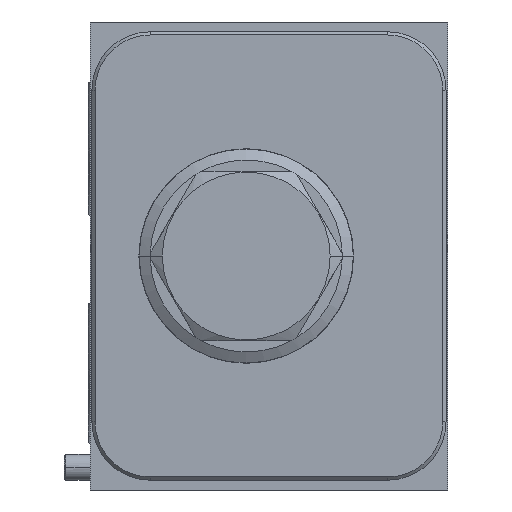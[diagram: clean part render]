
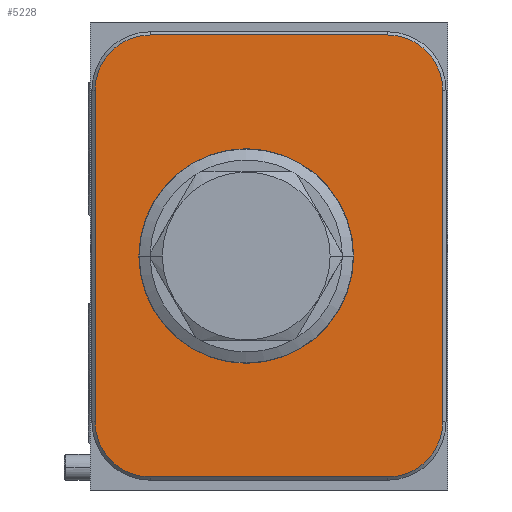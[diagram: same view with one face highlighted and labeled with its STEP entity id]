
A CAD part, left-side view. The second image highlights one B-rep face of the part: STEP entity #5228.
In plain terms, the highlighted planar face has unit normal (-1, 0, 0).
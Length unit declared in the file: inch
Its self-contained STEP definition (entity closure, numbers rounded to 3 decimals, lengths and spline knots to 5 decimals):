
#57=CARTESIAN_POINT('',(0.,-2.859,0.656));
#58=DIRECTION('',(1.,0.,0.));
#59=DIRECTION('',(0.,-1.,0.));
#60=AXIS2_PLACEMENT_3D('',#57,#58,#59);
#71=CARTESIAN_POINT('',(0.,-1.5,2.25));
#72=DIRECTION('',(1.,0.,0.));
#73=DIRECTION('',(0.,0.,-1.));
#74=AXIS2_PLACEMENT_3D('',#71,#72,#73);
#76=CARTESIAN_POINT('',(0.,-1.5,2.25));
#77=DIRECTION('',(1.,0.,0.));
#78=DIRECTION('',(0.,0.,1.));
#79=AXIS2_PLACEMENT_3D('',#76,#77,#78);
#81=DIRECTION('',(0.,1.,0.));
#82=VECTOR('',#81,2.281);
#83=CARTESIAN_POINT('',(0.,-2.859,0.125));
#84=LINE('',#83,#82);
#101=CARTESIAN_POINT('',(0.,-0.578,0.656));
#102=DIRECTION('',(1.,0.,0.));
#103=DIRECTION('',(0.,0.,-1.));
#104=AXIS2_PLACEMENT_3D('',#101,#102,#103);
#119=DIRECTION('',(0.,0.,1.));
#120=VECTOR('',#119,3.188);
#121=CARTESIAN_POINT('',(0.,-0.047,0.656));
#122=LINE('',#121,#120);
#135=CARTESIAN_POINT('',(0.,-0.578,3.844));
#136=DIRECTION('',(1.,0.,0.));
#137=DIRECTION('',(0.,1.,0.));
#138=AXIS2_PLACEMENT_3D('',#135,#136,#137);
#149=DIRECTION('',(0.,-1.,0.));
#150=VECTOR('',#149,2.281);
#151=CARTESIAN_POINT('',(0.,-0.578,4.375));
#152=LINE('',#151,#150);
#169=CARTESIAN_POINT('',(0.,-2.859,3.844));
#170=DIRECTION('',(1.,0.,0.));
#171=DIRECTION('',(0.,0.,1.));
#172=AXIS2_PLACEMENT_3D('',#169,#170,#171);
#183=DIRECTION('',(0.,0.,-1.));
#184=VECTOR('',#183,3.188);
#185=CARTESIAN_POINT('',(0.,-3.39,3.844));
#186=LINE('',#185,#184);
#4546=CARTESIAN_POINT('',(0.,-0.047,0.656));
#4547=CARTESIAN_POINT('',(0.,-0.047,3.844));
#4548=VERTEX_POINT('',#4546);
#4549=VERTEX_POINT('',#4547);
#4554=CARTESIAN_POINT('',(0.,-0.578,4.375));
#4555=VERTEX_POINT('',#4554);
#4558=CARTESIAN_POINT('',(0.,-2.859,4.375));
#4559=VERTEX_POINT('',#4558);
#4562=CARTESIAN_POINT('',(0.,-3.39,3.844));
#4563=VERTEX_POINT('',#4562);
#4566=CARTESIAN_POINT('',(0.,-3.39,0.656));
#4567=VERTEX_POINT('',#4566);
#4570=CARTESIAN_POINT('',(0.,-2.859,0.125));
#4571=VERTEX_POINT('',#4570);
#4574=CARTESIAN_POINT('',(0.,-0.578,0.125));
#4575=VERTEX_POINT('',#4574);
#4618=CARTESIAN_POINT('',(0.,-1.5,1.218));
#4619=CARTESIAN_POINT('',(0.,-1.5,3.282));
#4620=VERTEX_POINT('',#4618);
#4621=VERTEX_POINT('',#4619);
#5200=CARTESIAN_POINT('',(0.,0.,0.));
#5201=DIRECTION('',(-1.,0.,0.));
#5202=DIRECTION('',(0.,-1.,0.));
#5203=AXIS2_PLACEMENT_3D('',#5200,#5201,#5202);
#5204=PLANE('',#5203);
#5205=ORIENTED_EDGE('',*,*,#5190,.T.);
#5207=ORIENTED_EDGE('',*,*,#5206,.T.);
#5209=ORIENTED_EDGE('',*,*,#5208,.T.);
#5211=ORIENTED_EDGE('',*,*,#5210,.T.);
#5213=ORIENTED_EDGE('',*,*,#5212,.T.);
#5215=ORIENTED_EDGE('',*,*,#5214,.T.);
#5217=ORIENTED_EDGE('',*,*,#5216,.T.);
#5219=ORIENTED_EDGE('',*,*,#5218,.T.);
#5220=EDGE_LOOP('',(#5205,#5207,#5209,#5211,#5213,#5215,#5217,#5219));
#5221=FACE_OUTER_BOUND('',#5220,.F.);
#5223=ORIENTED_EDGE('',*,*,#5222,.F.);
#5225=ORIENTED_EDGE('',*,*,#5224,.F.);
#5226=EDGE_LOOP('',(#5223,#5225));
#5227=FACE_BOUND('',#5226,.F.);
#5228=ADVANCED_FACE('',(#5221,#5227),#5204,.T.);
#61=CIRCLE('',#60,0.531);
#75=CIRCLE('',#74,1.032);
#80=CIRCLE('',#79,1.032);
#105=CIRCLE('',#104,0.531);
#139=CIRCLE('',#138,0.531);
#173=CIRCLE('',#172,0.531);
#5190=EDGE_CURVE('',#4567,#4571,#61,.T.);
#5206=EDGE_CURVE('',#4571,#4575,#84,.T.);
#5208=EDGE_CURVE('',#4575,#4548,#105,.T.);
#5210=EDGE_CURVE('',#4548,#4549,#122,.T.);
#5212=EDGE_CURVE('',#4549,#4555,#139,.T.);
#5214=EDGE_CURVE('',#4555,#4559,#152,.T.);
#5216=EDGE_CURVE('',#4559,#4563,#173,.T.);
#5218=EDGE_CURVE('',#4563,#4567,#186,.T.);
#5222=EDGE_CURVE('',#4620,#4621,#75,.T.);
#5224=EDGE_CURVE('',#4621,#4620,#80,.T.);
